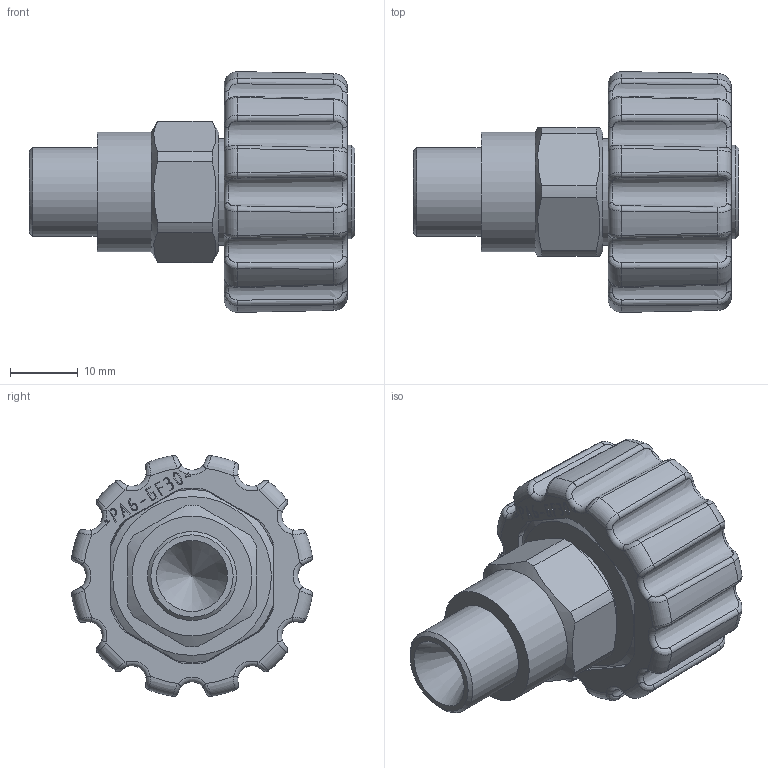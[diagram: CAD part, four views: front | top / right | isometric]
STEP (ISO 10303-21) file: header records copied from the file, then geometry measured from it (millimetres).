
FILE_DESCRIPTION(/* description */ ('Unknown'),/* implementation_level */ '2;1');
FILE_NAME(/* name */ '200040510',/* time_stamp */ '2019-07-05T11:56:02+02:00',/* author */ ('Unknown'),/* organization */ ('Unknown'),/* preprocessor_version */ 'ST-DEVELOPER v16.7',/* originating_system */ 'DEX',/* authorisation */ $);
FILE_SCHEMA (('AUTOMOTIVE_DESIGN {1 0 10303 214 3 1 1}'));
Length unit declared in the file: millimetre
Products named in the file (7): 20 0040 510_2_ST-0040_Schnellverschr; 01-0660_2_Anschlu遱t點k; 01-0641_3_Stecknippel; 50000031920_2_Überwurfmutter kpl. M22x1,5_DM 16,4 mm + schwarzes Hand
rad; 02-0721_2_Handrad_ST-40_schwarz; 01-0701_1_Überwurfmutter_M22x1,5-D16,4; 05-1361_O-Ring_10x2_EPDM_70Shore
Assembly tree (6 placements, depth 3):
  20 0040 510_2_ST-0040_Schnellverschr
    01-0660_2_Anschlu遱t點k
    01-0641_3_Stecknippel
    50000031920_2_Überwurfmutter kpl. M22x1,5_DM 16,4 mm + schwarzes Hand
rad
      02-0721_2_Handrad_ST-40_schwarz
      01-0701_1_Überwurfmutter_M22x1,5-D16,4
    05-1361_O-Ring_10x2_EPDM_70Shore
Bounding box: 48.1 x 35.63 x 35.63 mm (x, y, z)
Volume: 22928.9 mm3; surface area: 11927.6 mm2
Topology: 5 solids, 5 shells, 638 faces, 1572 edges, 998 vertices
Faces by surface type: plane 241, bspline 237, cylinder 54, torus 54, cone 52
Full cylindrical faces by diameter (mm): 10.8 x1, 11 x1, 13.16 x2, 13.9 x2, 15.8 x1, 16.4 x1, 17.7 x1, 19 x1, 24 x1, 24.2 x1
Entity records: 22890 total; most frequent: CARTESIAN_POINT 9233, ORIENTED_EDGE 3044, DIRECTION 2193, EDGE_CURVE 1522, VERTEX_POINT 989, AXIS2_PLACEMENT_3D 759, FACE_BOUND 737, EDGE_LOOP 735
